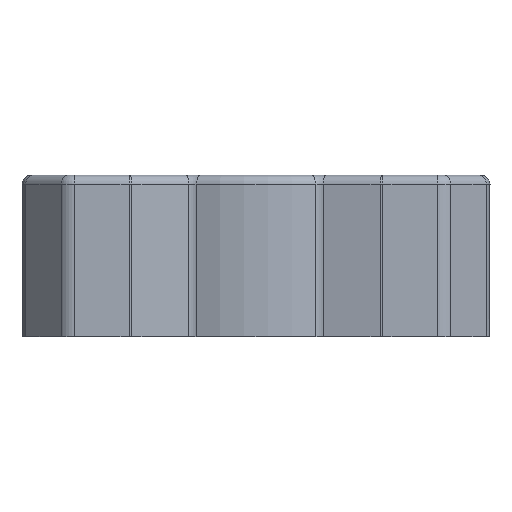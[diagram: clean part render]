
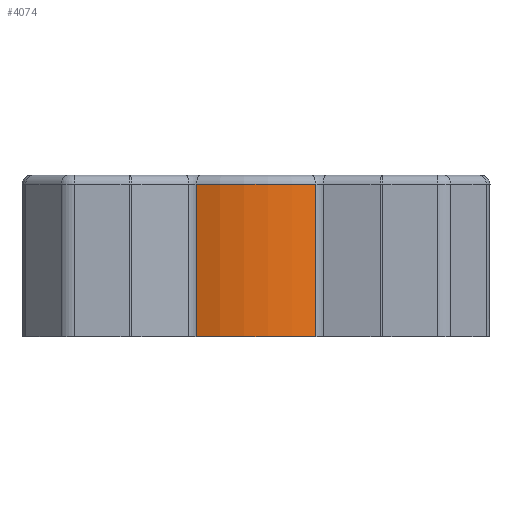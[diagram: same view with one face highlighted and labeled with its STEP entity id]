
A CAD part, front view. The second image highlights one B-rep face of the part: STEP entity #4074.
In plain terms, the highlighted cylindrical face has radius 85 mm (diameter 170 mm), a partial arc.
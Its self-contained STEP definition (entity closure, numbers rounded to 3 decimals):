
#42 = EDGE_LOOP ( 'NONE', ( #7820, #4610, #7859, #1195 ) ) ;
#88 = DIRECTION ( 'NONE',  ( 0., 0., -1. ) ) ;
#187 = AXIS2_PLACEMENT_3D ( 'NONE', #10104, #441, #1923 ) ;
#364 = VERTEX_POINT ( 'NONE', #2764 ) ;
#441 = DIRECTION ( 'NONE',  ( 0., 0., 1. ) ) ;
#986 = DIRECTION ( 'NONE',  ( -1., 0., 0. ) ) ;
#1048 = VERTEX_POINT ( 'NONE', #8053 ) ;
#1162 = CARTESIAN_POINT ( 'NONE',  ( 0., 85., 84. ) ) ;
#1195 = ORIENTED_EDGE ( 'NONE', *, *, #2365, .T. ) ;
#1381 = DIRECTION ( 'NONE',  ( 0., 0., -1. ) ) ;
#1923 = DIRECTION ( 'NONE',  ( 1., 0., 0. ) ) ;
#2365 = EDGE_CURVE ( 'NONE', #1048, #364, #6566, .T. ) ;
#2544 = EDGE_CURVE ( 'NONE', #6756, #1048, #7894, .T. ) ;
#2633 = CARTESIAN_POINT ( 'NONE',  ( -32.783, 6.576, 84. ) ) ;
#2674 = CYLINDRICAL_SURFACE ( 'NONE', #9665, 85. ) ;
#2764 = CARTESIAN_POINT ( 'NONE',  ( 32.783, 6.576, 0. ) ) ;
#2830 = DIRECTION ( 'NONE',  ( 1., 0., 0. ) ) ;
#2936 = EDGE_CURVE ( 'NONE', #8064, #364, #9515, .T. ) ;
#3519 = DIRECTION ( 'NONE',  ( 0., 0., -1. ) ) ;
#3729 = VECTOR ( 'NONE', #7927, 1000. ) ;
#4074 = ADVANCED_FACE ( 'NONE', ( #8930 ), #2674, .T. ) ;
#4610 = ORIENTED_EDGE ( 'NONE', *, *, #10222, .T. ) ;
#4708 = CARTESIAN_POINT ( 'NONE',  ( 32.783, 6.576, 84. ) ) ;
#5065 = CARTESIAN_POINT ( 'NONE',  ( 0., 85., 85. ) ) ;
#5332 = CARTESIAN_POINT ( 'NONE',  ( 32.783, 6.576, 85. ) ) ;
#6078 = VECTOR ( 'NONE', #1381, 1000. ) ;
#6566 = CIRCLE ( 'NONE', #187, 85. ) ;
#6756 = VERTEX_POINT ( 'NONE', #2633 ) ;
#7568 = AXIS2_PLACEMENT_3D ( 'NONE', #1162, #3519, #2830 ) ;
#7720 = CIRCLE ( 'NONE', #7568, 85. ) ;
#7820 = ORIENTED_EDGE ( 'NONE', *, *, #2936, .F. ) ;
#7859 = ORIENTED_EDGE ( 'NONE', *, *, #2544, .T. ) ;
#7894 = LINE ( 'NONE', #8787, #6078 ) ;
#7927 = DIRECTION ( 'NONE',  ( 0., 0., -1. ) ) ;
#8053 = CARTESIAN_POINT ( 'NONE',  ( -32.783, 6.576, 0. ) ) ;
#8064 = VERTEX_POINT ( 'NONE', #4708 ) ;
#8787 = CARTESIAN_POINT ( 'NONE',  ( -32.783, 6.576, 85. ) ) ;
#8930 = FACE_OUTER_BOUND ( 'NONE', #42, .T. ) ;
#9515 = LINE ( 'NONE', #5332, #3729 ) ;
#9665 = AXIS2_PLACEMENT_3D ( 'NONE', #5065, #88, #986 ) ;
#10104 = CARTESIAN_POINT ( 'NONE',  ( 0., 85., 0. ) ) ;
#10222 = EDGE_CURVE ( 'NONE', #8064, #6756, #7720, .T. ) ;
